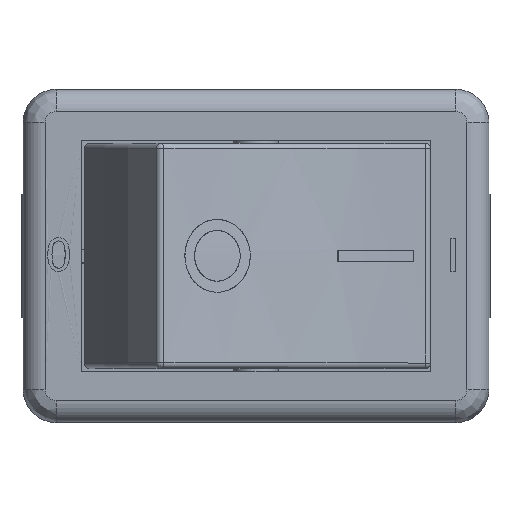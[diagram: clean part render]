
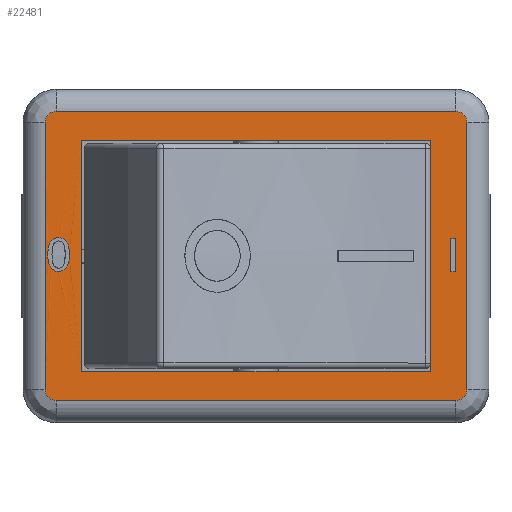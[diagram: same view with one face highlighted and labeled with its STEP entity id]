
A CAD part, top view. The second image highlights one B-rep face of the part: STEP entity #22481.
In plain terms, the highlighted planar face has unit normal (0, 0, 1).
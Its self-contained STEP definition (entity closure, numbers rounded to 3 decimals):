
#22068=CARTESIAN_POINT('',(-8.942,0.829,16.01));
#22069=VERTEX_POINT('',#22068);
#22070=CARTESIAN_POINT('',(-8.454,0.063,16.01));
#22071=VERTEX_POINT('',#22070);
#22072=CARTESIAN_POINT('',(-8.942,0.829,16.));
#22073=CARTESIAN_POINT('',(-8.822,0.829,16.));
#22074=CARTESIAN_POINT('',(-8.64,0.732,16.));
#22075=CARTESIAN_POINT('',(-8.522,0.549,16.));
#22076=CARTESIAN_POINT('',(-8.454,0.286,16.));
#22077=CARTESIAN_POINT('',(-8.454,0.063,16.));
#22078=QUASI_UNIFORM_CURVE('',2,(#22072,#22073,#22074,#22075,#22076,#22077),.UNSPECIFIED.,.F.,.U.);
#22079=EDGE_CURVE('',#22069,#22071,#22078,.T.);
#22104=CARTESIAN_POINT('',(-8.942,-0.702,16.01));
#22105=VERTEX_POINT('',#22104);
#22106=CARTESIAN_POINT('',(-8.454,0.063,16.));
#22107=CARTESIAN_POINT('',(-8.454,-0.201,16.));
#22108=CARTESIAN_POINT('',(-8.563,-0.526,16.));
#22109=CARTESIAN_POINT('',(-8.779,-0.702,16.));
#22110=CARTESIAN_POINT('',(-8.942,-0.702,16.));
#22111=QUASI_UNIFORM_CURVE('',2,(#22106,#22107,#22108,#22109,#22110),.UNSPECIFIED.,.F.,.U.);
#22112=EDGE_CURVE('',#22071,#22105,#22111,.T.);
#22132=CARTESIAN_POINT('',(-9.283,-0.547,16.01));
#22133=VERTEX_POINT('',#22132);
#22134=CARTESIAN_POINT('',(-8.942,-0.702,16.));
#22135=CARTESIAN_POINT('',(-9.16,-0.702,16.));
#22136=CARTESIAN_POINT('',(-9.283,-0.547,16.));
#22137=QUASI_UNIFORM_CURVE('',2,(#22134,#22135,#22136),.UNSPECIFIED.,.F.,.U.);
#22138=EDGE_CURVE('',#22105,#22133,#22137,.T.);
#22156=CARTESIAN_POINT('',(-9.432,0.063,16.01));
#22157=VERTEX_POINT('',#22156);
#22158=CARTESIAN_POINT('',(-9.283,-0.547,16.));
#22159=CARTESIAN_POINT('',(-9.432,-0.359,16.));
#22160=CARTESIAN_POINT('',(-9.432,0.063,16.));
#22161=QUASI_UNIFORM_CURVE('',2,(#22158,#22159,#22160),.UNSPECIFIED.,.F.,.U.);
#22162=EDGE_CURVE('',#22133,#22157,#22161,.T.);
#22184=CARTESIAN_POINT('',(-9.432,0.063,16.));
#22185=CARTESIAN_POINT('',(-9.432,0.329,16.));
#22186=CARTESIAN_POINT('',(-9.322,0.654,16.));
#22187=CARTESIAN_POINT('',(-9.107,0.829,16.));
#22188=CARTESIAN_POINT('',(-8.942,0.829,16.));
#22189=QUASI_UNIFORM_CURVE('',2,(#22184,#22185,#22186,#22187,#22188),.UNSPECIFIED.,.F.,.U.);
#22190=EDGE_CURVE('',#22157,#22069,#22189,.T.);
#22238=CARTESIAN_POINT('',(9.026,0.79,16.));
#22239=VERTEX_POINT('',#22238);
#22246=CARTESIAN_POINT('',(8.827,0.79,16.));
#22247=VERTEX_POINT('',#22246);
#22248=CARTESIAN_POINT('',(8.827,0.79,16.));
#22249=DIRECTION('',(1.0,0.0,0.0));
#22250=VECTOR('',#22249,0.199);
#22251=LINE('',#22248,#22250);
#22252=EDGE_CURVE('',#22247,#22239,#22251,.T.);
#22276=CARTESIAN_POINT('',(9.026,-0.71,16.));
#22277=VERTEX_POINT('',#22276);
#22284=CARTESIAN_POINT('',(9.026,0.79,16.));
#22285=DIRECTION('',(0.0,-1.0,0.0));
#22286=VECTOR('',#22285,1.5);
#22287=LINE('',#22284,#22286);
#22288=EDGE_CURVE('',#22239,#22277,#22287,.T.);
#22307=CARTESIAN_POINT('',(8.827,-0.71,16.));
#22308=VERTEX_POINT('',#22307);
#22315=CARTESIAN_POINT('',(9.026,-0.71,16.));
#22316=DIRECTION('',(-1.0,0.0,0.0));
#22317=VECTOR('',#22316,0.199);
#22318=LINE('',#22315,#22317);
#22319=EDGE_CURVE('',#22277,#22308,#22318,.T.);
#22337=CARTESIAN_POINT('',(8.827,-0.71,16.));
#22338=DIRECTION('',(0.0,1.0,0.0));
#22339=VECTOR('',#22338,1.5);
#22340=LINE('',#22337,#22339);
#22341=EDGE_CURVE('',#22308,#22247,#22340,.T.);
#22359=CARTESIAN_POINT('',(-10.505,-7.205,16.));
#22360=DIRECTION('',(0.0,0.0,1.0));
#22361=DIRECTION('',(1.0,0.0,0.0));
#22362=AXIS2_PLACEMENT_3D('',#22359,#22360,#22361);
#22363=PLANE('',#22362);
#22364=CARTESIAN_POINT('',(-9.55,-6.05,16.));
#22365=VERTEX_POINT('',#22364);
#22366=CARTESIAN_POINT('',(-9.55,6.05,16.));
#22367=VERTEX_POINT('',#22366);
#22368=CARTESIAN_POINT('',(-9.55,-6.05,16.));
#22369=DIRECTION('',(0.0,1.0,0.0));
#22370=VECTOR('',#22369,12.1);
#22371=LINE('',#22368,#22370);
#22372=EDGE_CURVE('',#22365,#22367,#22371,.T.);
#22373=ORIENTED_EDGE('',*,*,#22372,.F.);
#22374=CARTESIAN_POINT('',(-9.05,-6.55,16.));
#22375=VERTEX_POINT('',#22374);
#22376=CARTESIAN_POINT('',(-9.05,-6.05,16.));
#22377=DIRECTION('',(0.0,0.0,-1.0));
#22378=DIRECTION('',(-0.707,-0.707,0.0));
#22379=AXIS2_PLACEMENT_3D('',#22376,#22377,#22378);
#22380=CIRCLE('',#22379,0.5);
#22381=EDGE_CURVE('',#22375,#22365,#22380,.T.);
#22382=ORIENTED_EDGE('',*,*,#22381,.F.);
#22383=CARTESIAN_POINT('',(9.05,-6.55,16.));
#22384=VERTEX_POINT('',#22383);
#22385=CARTESIAN_POINT('',(9.05,-6.55,16.));
#22386=DIRECTION('',(-1.0,0.0,0.0));
#22387=VECTOR('',#22386,18.1);
#22388=LINE('',#22385,#22387);
#22389=EDGE_CURVE('',#22384,#22375,#22388,.T.);
#22390=ORIENTED_EDGE('',*,*,#22389,.F.);
#22391=CARTESIAN_POINT('',(9.55,-6.05,16.));
#22392=VERTEX_POINT('',#22391);
#22393=CARTESIAN_POINT('',(9.05,-6.05,16.));
#22394=DIRECTION('',(0.0,0.0,-1.0));
#22395=DIRECTION('',(0.707,-0.707,0.0));
#22396=AXIS2_PLACEMENT_3D('',#22393,#22394,#22395);
#22397=CIRCLE('',#22396,0.5);
#22398=EDGE_CURVE('',#22392,#22384,#22397,.T.);
#22399=ORIENTED_EDGE('',*,*,#22398,.F.);
#22400=CARTESIAN_POINT('',(9.55,6.05,16.));
#22401=VERTEX_POINT('',#22400);
#22402=CARTESIAN_POINT('',(9.55,6.05,16.));
#22403=DIRECTION('',(0.0,-1.0,0.0));
#22404=VECTOR('',#22403,12.1);
#22405=LINE('',#22402,#22404);
#22406=EDGE_CURVE('',#22401,#22392,#22405,.T.);
#22407=ORIENTED_EDGE('',*,*,#22406,.F.);
#22408=CARTESIAN_POINT('',(9.05,6.55,16.));
#22409=VERTEX_POINT('',#22408);
#22410=CARTESIAN_POINT('',(9.05,6.05,16.));
#22411=DIRECTION('',(0.0,0.0,-1.0));
#22412=DIRECTION('',(0.707,0.707,0.0));
#22413=AXIS2_PLACEMENT_3D('',#22410,#22411,#22412);
#22414=CIRCLE('',#22413,0.5);
#22415=EDGE_CURVE('',#22409,#22401,#22414,.T.);
#22416=ORIENTED_EDGE('',*,*,#22415,.F.);
#22417=CARTESIAN_POINT('',(-9.05,6.55,16.));
#22418=VERTEX_POINT('',#22417);
#22419=CARTESIAN_POINT('',(-9.05,6.55,16.));
#22420=DIRECTION('',(1.0,0.0,0.0));
#22421=VECTOR('',#22420,18.1);
#22422=LINE('',#22419,#22421);
#22423=EDGE_CURVE('',#22418,#22409,#22422,.T.);
#22424=ORIENTED_EDGE('',*,*,#22423,.F.);
#22425=CARTESIAN_POINT('',(-9.05,6.05,16.));
#22426=DIRECTION('',(0.0,0.0,-1.0));
#22427=DIRECTION('',(-0.707,0.707,0.0));
#22428=AXIS2_PLACEMENT_3D('',#22425,#22426,#22427);
#22429=CIRCLE('',#22428,0.5);
#22430=EDGE_CURVE('',#22367,#22418,#22429,.T.);
#22431=ORIENTED_EDGE('',*,*,#22430,.F.);
#22432=EDGE_LOOP('',(#22373,#22382,#22390,#22399,#22407,#22416,#22424,#22431));
#22433=FACE_OUTER_BOUND('',#22432,.T.);
#22434=CARTESIAN_POINT('',(7.9,5.25,16.));
#22435=VERTEX_POINT('',#22434);
#22436=CARTESIAN_POINT('',(7.9,-5.25,16.));
#22437=VERTEX_POINT('',#22436);
#22438=CARTESIAN_POINT('',(7.9,5.25,16.));
#22439=DIRECTION('',(0.0,-1.0,0.0));
#22440=VECTOR('',#22439,10.5);
#22441=LINE('',#22438,#22440);
#22442=EDGE_CURVE('',#22435,#22437,#22441,.T.);
#22443=ORIENTED_EDGE('',*,*,#22442,.T.);
#22444=CARTESIAN_POINT('',(-7.9,-5.25,16.));
#22445=VERTEX_POINT('',#22444);
#22446=CARTESIAN_POINT('',(7.9,-5.25,16.));
#22447=DIRECTION('',(-1.0,0.0,0.0));
#22448=VECTOR('',#22447,15.8);
#22449=LINE('',#22446,#22448);
#22450=EDGE_CURVE('',#22437,#22445,#22449,.T.);
#22451=ORIENTED_EDGE('',*,*,#22450,.T.);
#22452=CARTESIAN_POINT('',(-7.9,5.25,16.));
#22453=VERTEX_POINT('',#22452);
#22454=CARTESIAN_POINT('',(-7.9,-5.25,16.));
#22455=DIRECTION('',(0.0,1.0,0.0));
#22456=VECTOR('',#22455,10.5);
#22457=LINE('',#22454,#22456);
#22458=EDGE_CURVE('',#22445,#22453,#22457,.T.);
#22459=ORIENTED_EDGE('',*,*,#22458,.T.);
#22460=CARTESIAN_POINT('',(-7.9,5.25,16.));
#22461=DIRECTION('',(1.0,0.0,0.0));
#22462=VECTOR('',#22461,15.8);
#22463=LINE('',#22460,#22462);
#22464=EDGE_CURVE('',#22453,#22435,#22463,.T.);
#22465=ORIENTED_EDGE('',*,*,#22464,.T.);
#22466=EDGE_LOOP('',(#22443,#22451,#22459,#22465));
#22467=FACE_BOUND('',#22466,.T.);
#22468=ORIENTED_EDGE('',*,*,#22252,.T.);
#22469=ORIENTED_EDGE('',*,*,#22288,.T.);
#22470=ORIENTED_EDGE('',*,*,#22319,.T.);
#22471=ORIENTED_EDGE('',*,*,#22341,.T.);
#22472=EDGE_LOOP('',(#22468,#22469,#22470,#22471));
#22473=FACE_BOUND('',#22472,.T.);
#22474=ORIENTED_EDGE('',*,*,#22079,.T.);
#22475=ORIENTED_EDGE('',*,*,#22112,.T.);
#22476=ORIENTED_EDGE('',*,*,#22138,.T.);
#22477=ORIENTED_EDGE('',*,*,#22162,.T.);
#22478=ORIENTED_EDGE('',*,*,#22190,.T.);
#22479=EDGE_LOOP('',(#22474,#22475,#22476,#22477,#22478));
#22480=FACE_BOUND('',#22479,.T.);
#22481=ADVANCED_FACE('',(#22433,#22467,#22473,#22480),#22363,.T.);
